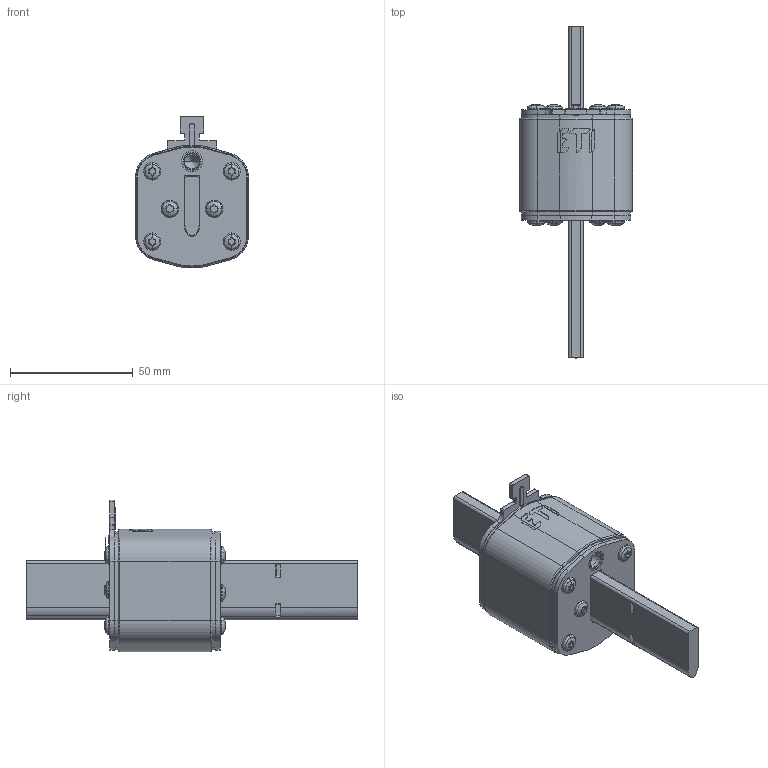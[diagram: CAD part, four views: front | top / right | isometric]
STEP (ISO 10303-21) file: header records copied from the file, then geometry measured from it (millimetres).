
FILE_DESCRIPTION((''),'2;1');
FILE_NAME('004113835_ASM','2022-08-09T09:40:00',('said.beganovic'),('Audax d.o.o.'),'CREO PARAMETRIC BY PTC INC, 2021304','CREO PARAMETRIC BY PTC INC, 2021304','');
FILE_SCHEMA(('AUTOMOTIVE_DESIGN { 1 0 10303 214 1 1 1 1 }'));
Length unit declared in the file: millimetre
Products named in the file (16): 0000031987_1; 0000015141_1-8860; 0000015299_1; 0000015501_1; 0000031993_1; 0000033589_ASM_1_ASM; 0000015541_ASM_1_ASM; 0000017159_1; 0000032008_1; 0000016201_1; 0000017080_1; 0000017079_1; 0000066274_1; 0000031301_1; 004113835_ASM_1_ASM; 004113835_ASM
Assembly tree (27 placements, depth 5):
  004113835_ASM
    004113835_ASM_1_ASM
      0000031987_1
      0000015141_1-8860  x2
      0000015541_ASM_1_ASM
        0000015299_1
        0000015501_1
        0000033589_ASM_1_ASM
          0000015299_1
          0000031993_1
      0000017159_1
      0000032008_1
      0000016201_1
      0000017080_1
      0000017079_1
      0000066274_1  x4
      0000031301_1  x8
Bounding box: 46 x 135 x 61.8 mm (x, y, z)
Volume: 106447.8 mm3; surface area: 41823.5 mm2
Topology: 24 solids, 48 shells, 1099 faces, 2995 edges, 1967 vertices
Faces by surface type: cylinder 551, plane 412, torus 76, sphere 24, bspline 20, cone 16
Entity records: 30428 total; most frequent: CARTESIAN_POINT 5899, DIRECTION 3108, ORIENTED_EDGE 2932, EDGE_CURVE 1491, AXIS2_PLACEMENT_3D 1189, PRESENTATION_STYLE_ASSIGNMENT 1080, STYLED_ITEM 1027, VERTEX_POINT 982
